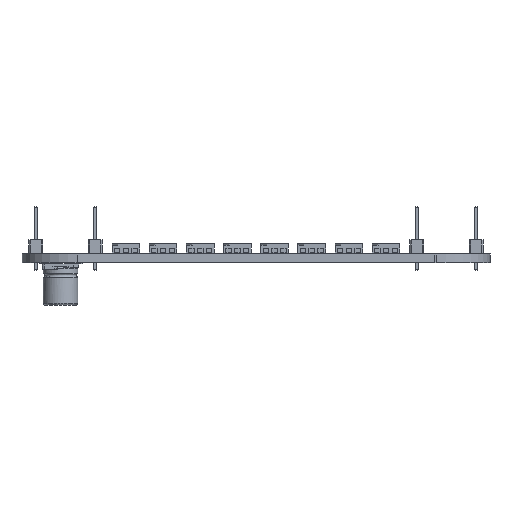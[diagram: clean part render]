
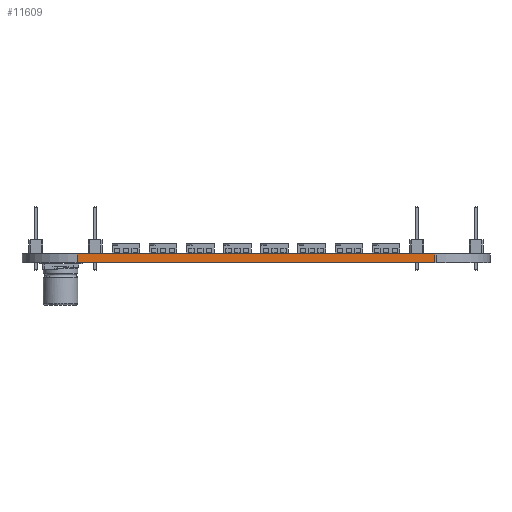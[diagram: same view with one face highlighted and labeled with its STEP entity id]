
A CAD part, left-side view. The second image highlights one B-rep face of the part: STEP entity #11609.
In plain terms, the highlighted planar face has unit normal (-1, 0, 0).
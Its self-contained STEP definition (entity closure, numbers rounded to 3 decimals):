
#10002 = VERTEX_POINT('',#10003);
#10003 = CARTESIAN_POINT('',(-42.5,32.5,0.));
#10010 = EDGE_CURVE('',#10011,#10002,#10013,.T.);
#10011 = VERTEX_POINT('',#10012);
#10012 = CARTESIAN_POINT('',(-42.5,-32.5,0.));
#10013 = LINE('',#10014,#10015);
#10014 = CARTESIAN_POINT('',(-42.5,-32.5,0.));
#10015 = VECTOR('',#10016,1.);
#10016 = DIRECTION('',(0.,1.,0.));
#10779 = VERTEX_POINT('',#10780);
#10780 = CARTESIAN_POINT('',(-42.5,32.5,1.6));
#10787 = EDGE_CURVE('',#10788,#10779,#10790,.T.);
#10788 = VERTEX_POINT('',#10789);
#10789 = CARTESIAN_POINT('',(-42.5,-32.5,1.6));
#10790 = LINE('',#10791,#10792);
#10791 = CARTESIAN_POINT('',(-42.5,-32.5,1.6));
#10792 = VECTOR('',#10793,1.);
#10793 = DIRECTION('',(0.,1.,0.));
#11579 = EDGE_CURVE('',#10002,#10779,#11580,.T.);
#11580 = LINE('',#11581,#11582);
#11581 = CARTESIAN_POINT('',(-42.5,32.5,0.));
#11582 = VECTOR('',#11583,1.);
#11583 = DIRECTION('',(0.,0.,1.));
#11609 = ADVANCED_FACE('',(#11610),#11621,.T.);
#11610 = FACE_BOUND('',#11611,.T.);
#11611 = EDGE_LOOP('',(#11612,#11618,#11619,#11620));
#11612 = ORIENTED_EDGE('',*,*,#11613,.T.);
#11613 = EDGE_CURVE('',#10011,#10788,#11614,.T.);
#11614 = LINE('',#11615,#11616);
#11615 = CARTESIAN_POINT('',(-42.5,-32.5,0.));
#11616 = VECTOR('',#11617,1.);
#11617 = DIRECTION('',(0.,0.,1.));
#11618 = ORIENTED_EDGE('',*,*,#10787,.T.);
#11619 = ORIENTED_EDGE('',*,*,#11579,.F.);
#11620 = ORIENTED_EDGE('',*,*,#10010,.F.);
#11621 = PLANE('',#11622);
#11622 = AXIS2_PLACEMENT_3D('',#11623,#11624,#11625);
#11623 = CARTESIAN_POINT('',(-42.5,-32.5,0.));
#11624 = DIRECTION('',(-1.,0.,0.));
#11625 = DIRECTION('',(0.,1.,0.));
